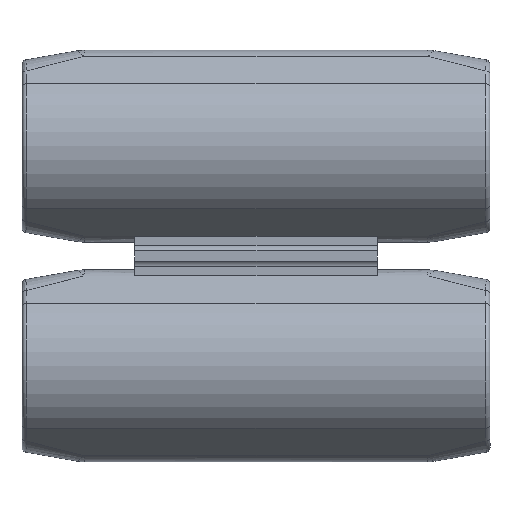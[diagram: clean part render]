
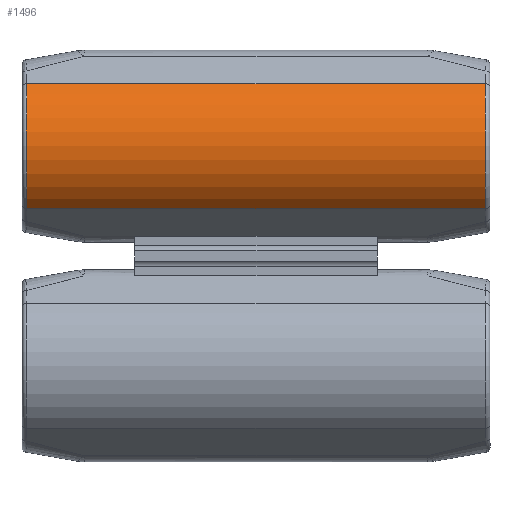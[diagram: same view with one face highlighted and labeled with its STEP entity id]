
A CAD part, front view. The second image highlights one B-rep face of the part: STEP entity #1496.
In plain terms, the highlighted cylindrical face has radius 9.05 mm (diameter 18.1 mm), a partial arc.
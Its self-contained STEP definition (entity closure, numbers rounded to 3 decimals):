
#89 = ORIENTED_EDGE ( 'NONE', *, *, #679, .T. ) ;
#136 = CARTESIAN_POINT ( 'NONE',  ( -25.5, -5.817, -6.933 ) ) ;
#210 = AXIS2_PLACEMENT_3D ( 'NONE', #5284, #3389, #1590 ) ;
#244 = ORIENTED_EDGE ( 'NONE', *, *, #5676, .F. ) ;
#525 = CARTESIAN_POINT ( 'NONE',  ( -25.5, 0., 0. ) ) ;
#650 = AXIS2_PLACEMENT_3D ( 'NONE', #3605, #3537, #811 ) ;
#679 = EDGE_CURVE ( 'NONE', #5863, #5542, #1419, .T. ) ;
#811 = DIRECTION ( 'NONE',  ( 0., 0., 1. ) ) ;
#941 = DIRECTION ( 'NONE',  ( 0., 0., -1. ) ) ;
#1001 = DIRECTION ( 'NONE',  ( -1., 0., 0. ) ) ;
#1246 = ORIENTED_EDGE ( 'NONE', *, *, #5817, .T. ) ;
#1323 = AXIS2_PLACEMENT_3D ( 'NONE', #525, #4261, #941 ) ;
#1419 = CIRCLE ( 'NONE', #1323, 9.05 ) ;
#1496 = ADVANCED_FACE ( 'NONE', ( #2608 ), #5806, .T. ) ;
#1519 = CARTESIAN_POINT ( 'NONE',  ( 26., -5.817, 6.933 ) ) ;
#1590 = DIRECTION ( 'NONE',  ( 0., 0., -1. ) ) ;
#1733 = CARTESIAN_POINT ( 'NONE',  ( 25.5, -5.817, 6.933 ) ) ;
#1920 = LINE ( 'NONE', #4622, #3796 ) ;
#1985 = LINE ( 'NONE', #1519, #2832 ) ;
#2060 = CARTESIAN_POINT ( 'NONE',  ( -25.5, -5.817, 6.933 ) ) ;
#2515 = VERTEX_POINT ( 'NONE', #2782 ) ;
#2608 = FACE_OUTER_BOUND ( 'NONE', #4678, .T. ) ;
#2782 = CARTESIAN_POINT ( 'NONE',  ( 25.5, -5.817, -6.933 ) ) ;
#2832 = VECTOR ( 'NONE', #5237, 1000. ) ;
#3083 = ORIENTED_EDGE ( 'NONE', *, *, #5554, .T. ) ;
#3389 = DIRECTION ( 'NONE',  ( -1., 0., 0. ) ) ;
#3537 = DIRECTION ( 'NONE',  ( -1., 0., 0. ) ) ;
#3605 = CARTESIAN_POINT ( 'NONE',  ( 26., 0., 0. ) ) ;
#3796 = VECTOR ( 'NONE', #1001, 1000. ) ;
#4261 = DIRECTION ( 'NONE',  ( 1., 0., 0. ) ) ;
#4622 = CARTESIAN_POINT ( 'NONE',  ( 26., -5.817, -6.933 ) ) ;
#4678 = EDGE_LOOP ( 'NONE', ( #3083, #89, #244, #1246 ) ) ;
#5237 = DIRECTION ( 'NONE',  ( -1., 0., 0. ) ) ;
#5284 = CARTESIAN_POINT ( 'NONE',  ( 25.5, 0., 0. ) ) ;
#5289 = VERTEX_POINT ( 'NONE', #1733 ) ;
#5542 = VERTEX_POINT ( 'NONE', #136 ) ;
#5554 = EDGE_CURVE ( 'NONE', #5289, #5863, #1985, .T. ) ;
#5676 = EDGE_CURVE ( 'NONE', #2515, #5542, #1920, .T. ) ;
#5748 = CIRCLE ( 'NONE', #210, 9.05 ) ;
#5806 = CYLINDRICAL_SURFACE ( 'NONE', #650, 9.05 ) ;
#5817 = EDGE_CURVE ( 'NONE', #2515, #5289, #5748, .T. ) ;
#5863 = VERTEX_POINT ( 'NONE', #2060 ) ;
